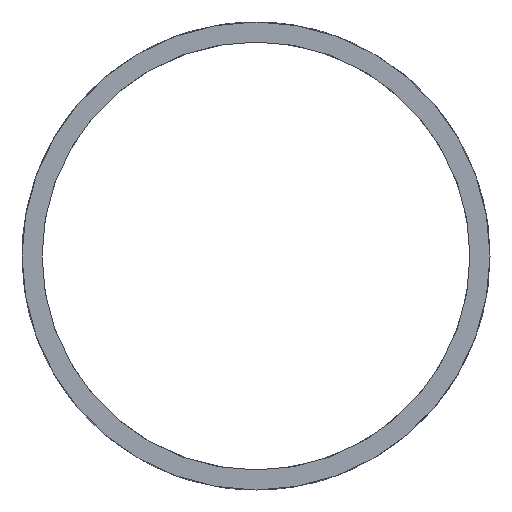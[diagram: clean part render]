
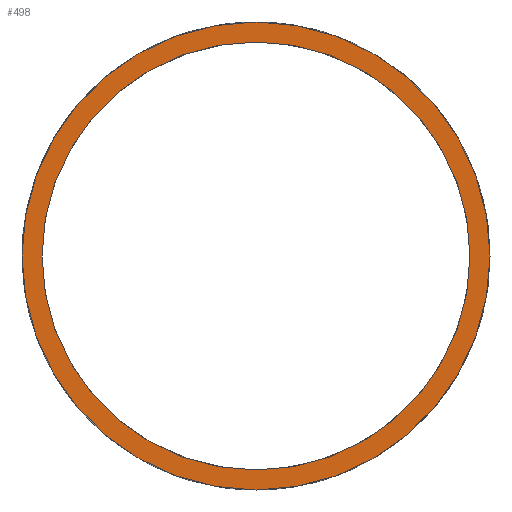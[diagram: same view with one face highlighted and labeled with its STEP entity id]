
A CAD part, front view. The second image highlights one B-rep face of the part: STEP entity #498.
In plain terms, the highlighted planar face has unit normal (0, -1, 0).
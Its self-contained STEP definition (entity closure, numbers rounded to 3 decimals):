
#16=FACE_BOUND('',#66,.T.);
#19=CIRCLE('',#573,14.);
#20=CIRCLE('',#574,12.8);
#38=FACE_OUTER_BOUND('',#65,.T.);
#65=EDGE_LOOP('',(#363));
#66=EDGE_LOOP('',(#364));
#195=VERTEX_POINT('',#858);
#196=VERTEX_POINT('',#860);
#255=EDGE_CURVE('',#195,#195,#19,.T.);
#256=EDGE_CURVE('',#196,#196,#20,.T.);
#363=ORIENTED_EDGE('',*,*,#255,.F.);
#364=ORIENTED_EDGE('',*,*,#256,.F.);
#446=PLANE('',#572);
#498=ADVANCED_FACE('',(#38,#16),#446,.F.);
#572=AXIS2_PLACEMENT_3D('',#857,#697,#698);
#573=AXIS2_PLACEMENT_3D('',#859,#699,#700);
#574=AXIS2_PLACEMENT_3D('',#861,#701,#702);
#697=DIRECTION('center_axis',(0.,1.,0.));
#698=DIRECTION('ref_axis',(0.,0.,1.));
#699=DIRECTION('center_axis',(0.,1.,0.));
#700=DIRECTION('ref_axis',(-1.,0.,0.));
#701=DIRECTION('center_axis',(0.,-1.,0.));
#702=DIRECTION('ref_axis',(1.,0.,0.));
#857=CARTESIAN_POINT('Origin',(0.,0.,0.));
#858=CARTESIAN_POINT('',(14.,0.,0.));
#859=CARTESIAN_POINT('Origin',(0.,0.,0.));
#860=CARTESIAN_POINT('',(-12.8,0.,0.));
#861=CARTESIAN_POINT('Origin',(0.,0.,0.));
